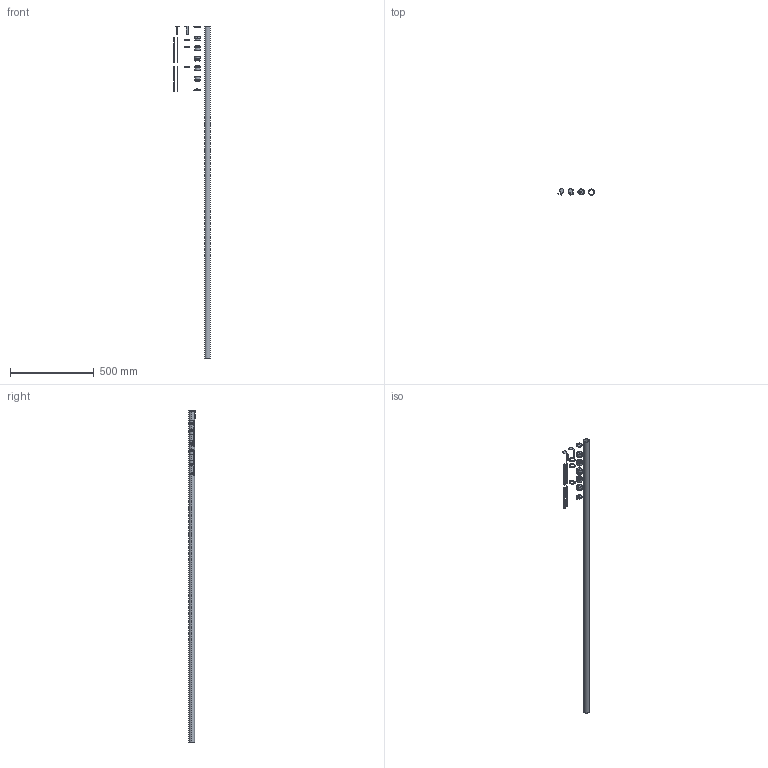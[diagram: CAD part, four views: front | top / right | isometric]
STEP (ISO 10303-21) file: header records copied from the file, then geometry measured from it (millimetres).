
FILE_DESCRIPTION (( 'STEP AP203' ), '1' );
FILE_NAME ('FSA8800 S30 Set dreiteilig 1980.STEP', '2025-04-22T11:32:05', ( '' ), ( '' ), 'SwSTEP 2.0', 'SolidWorks 2023', '' );
FILE_SCHEMA (( 'CONFIG_CONTROL_DESIGN' ));
Length unit declared in the file: millimetre
Products named in the file (20): Folie Montagewinkel; FSA8800 S30 Set dreiteilig 1980; Kunststoffabdeckung S30; Klebefläche Kunststoffabdeckung_150; Klebepad_Abdeckfolie mit Abreisslappen; Fuss S30 mit Klebepad_Ansicht Zeichnung; Kunststoffabdeckung_150; Klebepad Montagewinkel_mit Abdeckfolie u. & o.; Abdeckprofil_150; Klebefolie Kunststoffabdeckung_150; Folie_01; Montagewinkel links; Fuss S30; Montagewinkel rechts; Sicherungsring; Klebeband Montagewinkel; Adapterzapfen; Klebefläche_01
Assembly tree (30 placements, depth 4):
  FSA8800 S30 Set dreiteilig 1980
    Abdeckprofil_150
    Adapterzapfen  x5
    Fuss S30 mit Klebepad_Ansicht Zeichnung  x2
      Fuss S30
      Klebepad_Abdeckfolie mit Abreisslappen
        Klebefläche_01
        Folie_01
    Sicherungsring  x3
    Montagewinkel links
      Montagewinkel links
      Klebepad Montagewinkel_mit Abdeckfolie u. & o.
        Klebeband Montagewinkel
        Folie Montagewinkel
    Montagewinkel rechts
      Montagewinkel rechts
      Klebepad Montagewinkel_mit Abdeckfolie u. & o.
        Klebeband Montagewinkel
        Folie Montagewinkel
    Kunststoffabdeckung S30
      Kunststoffabdeckung_150
      Klebefläche Kunststoffabdeckung_150
      Klebefolie Kunststoffabdeckung_150
    Kunststoffabdeckung_150  x3
Bounding box: 217.93 x 40.35 x 1980 mm (x, y, z)
Volume: 324077.3 mm3; surface area: 482175 mm2
Topology: 27 solids, 27 shells, 501 faces, 1140 edges, 690 vertices
Faces by surface type: plane 193, cylinder 174, torus 106, sphere 24, cone 4
Entity records: 8365 total; most frequent: DIRECTION 1177, CARTESIAN_POINT 1009, ORIENTED_EDGE 938, EDGE_CURVE 469, AXIS2_PLACEMENT_3D 464, VERTEX_POINT 296, VECTOR 249, LINE 249
